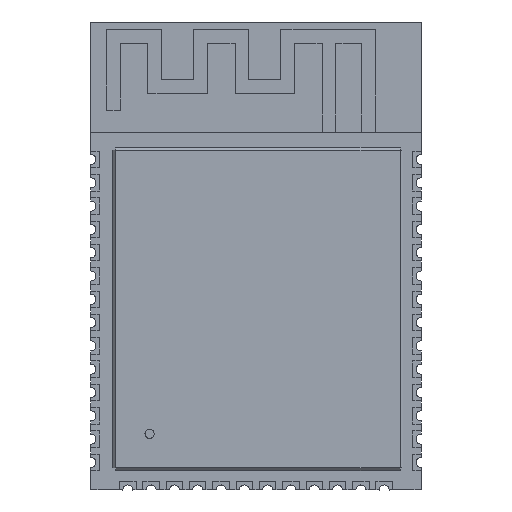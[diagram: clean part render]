
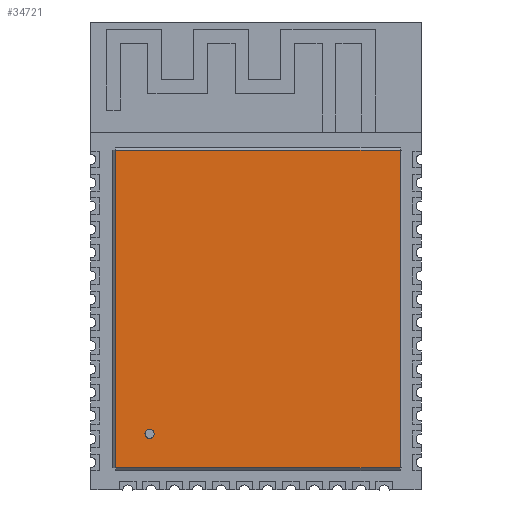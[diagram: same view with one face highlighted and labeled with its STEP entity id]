
A CAD part, top view. The second image highlights one B-rep face of the part: STEP entity #34721.
In plain terms, the highlighted planar face has unit normal (0, 0, 1).
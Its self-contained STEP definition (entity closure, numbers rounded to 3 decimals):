
#197 = VECTOR ( 'NONE', #20887, 1000. ) ;
#240 = ORIENTED_EDGE ( 'NONE', *, *, #17581, .T. ) ;
#277 = CARTESIAN_POINT ( 'NONE',  ( 7.85, -11.55, 2.7 ) ) ;
#309 = CARTESIAN_POINT ( 'NONE',  ( -7.65, -11.55, 2.7 ) ) ;
#812 = ORIENTED_EDGE ( 'NONE', *, *, #16131, .F. ) ;
#1318 = VERTEX_POINT ( 'NONE', #16830 ) ;
#1507 = VERTEX_POINT ( 'NONE', #8278 ) ;
#1782 = VECTOR ( 'NONE', #24754, 1000. ) ;
#5205 = DIRECTION ( 'NONE',  ( 1., 0., 0. ) ) ;
#5296 = CARTESIAN_POINT ( 'NONE',  ( -5.55, -9.7, 2.7 ) ) ;
#5760 = DIRECTION ( 'NONE',  ( -1., 0., 0. ) ) ;
#6011 = CARTESIAN_POINT ( 'NONE',  ( -7.8, 5.75, 2.7 ) ) ;
#6213 = LINE ( 'NONE', #31765, #197 ) ;
#7578 = CARTESIAN_POINT ( 'NONE',  ( 7.85, 5.75, 2.7 ) ) ;
#8278 = CARTESIAN_POINT ( 'NONE',  ( -7.65, 5.75, 2.7 ) ) ;
#8623 = LINE ( 'NONE', #32072, #1782 ) ;
#9817 = CARTESIAN_POINT ( 'NONE',  ( -7.65, -11.7, 2.7 ) ) ;
#10243 = DIRECTION ( 'NONE',  ( 0., 0., 1. ) ) ;
#10322 = EDGE_CURVE ( 'NONE', #15019, #21082, #8623, .T. ) ;
#12342 = DIRECTION ( 'NONE',  ( 0., -1., 0. ) ) ;
#12372 = EDGE_CURVE ( 'NONE', #15937, #15019, #6213, .T. ) ;
#12588 = VECTOR ( 'NONE', #5760, 1000. ) ;
#12733 = AXIS2_PLACEMENT_3D ( 'NONE', #34295, #18076, #34188 ) ;
#12968 = VECTOR ( 'NONE', #12342, 1000. ) ;
#15019 = VERTEX_POINT ( 'NONE', #277 ) ;
#15852 = PLANE ( 'NONE',  #30137 ) ;
#15937 = VERTEX_POINT ( 'NONE', #309 ) ;
#16131 = EDGE_CURVE ( 'NONE', #1318, #17185, #34887, .T. ) ;
#16348 = ORIENTED_EDGE ( 'NONE', *, *, #12372, .T. ) ;
#16827 = AXIS2_PLACEMENT_3D ( 'NONE', #29064, #26191, #5205 ) ;
#16830 = CARTESIAN_POINT ( 'NONE',  ( -6.05, -9.7, 2.7 ) ) ;
#17185 = VERTEX_POINT ( 'NONE', #5296 ) ;
#17220 = EDGE_LOOP ( 'NONE', ( #19620, #812 ) ) ;
#17265 = EDGE_CURVE ( 'NONE', #21082, #1507, #31333, .T. ) ;
#17581 = EDGE_CURVE ( 'NONE', #1507, #15937, #24879, .T. ) ;
#18076 = DIRECTION ( 'NONE',  ( 0., 0., 1. ) ) ;
#18337 = CARTESIAN_POINT ( 'NONE',  ( 0., 0., 2.7 ) ) ;
#19620 = ORIENTED_EDGE ( 'NONE', *, *, #24848, .F. ) ;
#20887 = DIRECTION ( 'NONE',  ( 1., 0., 0. ) ) ;
#20956 = DIRECTION ( 'NONE',  ( 1., 0., 0. ) ) ;
#21067 = ORIENTED_EDGE ( 'NONE', *, *, #17265, .T. ) ;
#21082 = VERTEX_POINT ( 'NONE', #7578 ) ;
#24754 = DIRECTION ( 'NONE',  ( 0., 1., 0. ) ) ;
#24755 = EDGE_LOOP ( 'NONE', ( #25204, #21067, #240, #16348 ) ) ;
#24848 = EDGE_CURVE ( 'NONE', #17185, #1318, #29379, .T. ) ;
#24879 = LINE ( 'NONE', #9817, #12968 ) ;
#25204 = ORIENTED_EDGE ( 'NONE', *, *, #10322, .T. ) ;
#26191 = DIRECTION ( 'NONE',  ( 0., 0., 1. ) ) ;
#29064 = CARTESIAN_POINT ( 'NONE',  ( -5.8, -9.7, 2.7 ) ) ;
#29150 = FACE_BOUND ( 'NONE', #17220, .T. ) ;
#29379 = CIRCLE ( 'NONE', #12733, 0.25 ) ;
#30137 = AXIS2_PLACEMENT_3D ( 'NONE', #18337, #10243, #20956 ) ;
#31333 = LINE ( 'NONE', #6011, #12588 ) ;
#31765 = CARTESIAN_POINT ( 'NONE',  ( 8., -11.55, 2.7 ) ) ;
#32072 = CARTESIAN_POINT ( 'NONE',  ( 7.85, 5.9, 2.7 ) ) ;
#32990 = FACE_OUTER_BOUND ( 'NONE', #24755, .T. ) ;
#34188 = DIRECTION ( 'NONE',  ( 1., 0., 0. ) ) ;
#34295 = CARTESIAN_POINT ( 'NONE',  ( -5.8, -9.7, 2.7 ) ) ;
#34721 = ADVANCED_FACE ( 'NONE', ( #29150, #32990 ), #15852, .T. ) ;
#34887 = CIRCLE ( 'NONE', #16827, 0.25 ) ;
